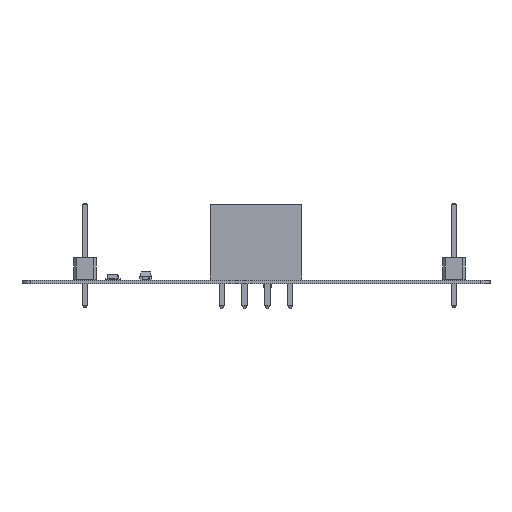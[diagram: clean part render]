
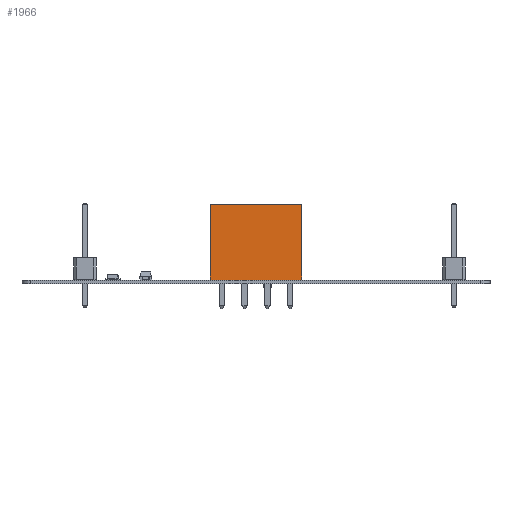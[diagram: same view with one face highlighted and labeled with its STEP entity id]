
A CAD part, front view. The second image highlights one B-rep face of the part: STEP entity #1966.
In plain terms, the highlighted planar face has unit normal (0, -1, 0).
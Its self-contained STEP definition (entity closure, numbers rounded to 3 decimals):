
#1674 = EDGE_CURVE('',#1675,#1677,#1679,.T.);
#1675 = VERTEX_POINT('',#1676);
#1676 = CARTESIAN_POINT('',(8.89,-1.27,8.4));
#1677 = VERTEX_POINT('',#1678);
#1678 = CARTESIAN_POINT('',(8.89,-1.27,0.));
#1679 = LINE('',#1680,#1681);
#1680 = CARTESIAN_POINT('',(8.89,-1.27,0.));
#1681 = VECTOR('',#1682,1.);
#1682 = DIRECTION('',(0.,0.,-1.));
#1771 = EDGE_CURVE('',#1772,#1675,#1774,.T.);
#1772 = VERTEX_POINT('',#1773);
#1773 = CARTESIAN_POINT('',(-1.27,-1.27,8.4));
#1774 = LINE('',#1775,#1776);
#1775 = CARTESIAN_POINT('',(0.,-1.27,8.4));
#1776 = VECTOR('',#1777,1.);
#1777 = DIRECTION('',(1.,0.,0.));
#1924 = VERTEX_POINT('',#1925);
#1925 = CARTESIAN_POINT('',(-1.27,-1.27,0.));
#1931 = EDGE_CURVE('',#1924,#1772,#1932,.T.);
#1932 = LINE('',#1933,#1934);
#1933 = CARTESIAN_POINT('',(-1.27,-1.27,0.));
#1934 = VECTOR('',#1935,1.);
#1935 = DIRECTION('',(0.,0.,1.));
#1966 = ADVANCED_FACE('',(#1967),#1978,.T.);
#1967 = FACE_BOUND('',#1968,.T.);
#1968 = EDGE_LOOP('',(#1969,#1970,#1971,#1977));
#1969 = ORIENTED_EDGE('',*,*,#1771,.F.);
#1970 = ORIENTED_EDGE('',*,*,#1931,.F.);
#1971 = ORIENTED_EDGE('',*,*,#1972,.T.);
#1972 = EDGE_CURVE('',#1924,#1677,#1973,.T.);
#1973 = LINE('',#1974,#1975);
#1974 = CARTESIAN_POINT('',(-1.27,-1.27,0.));
#1975 = VECTOR('',#1976,1.);
#1976 = DIRECTION('',(1.,0.,0.));
#1977 = ORIENTED_EDGE('',*,*,#1674,.F.);
#1978 = PLANE('',#1979);
#1979 = AXIS2_PLACEMENT_3D('',#1980,#1981,#1982);
#1980 = CARTESIAN_POINT('',(-1.27,-1.27,0.));
#1981 = DIRECTION('',(0.,-1.,0.));
#1982 = DIRECTION('',(0.,0.,-1.));
